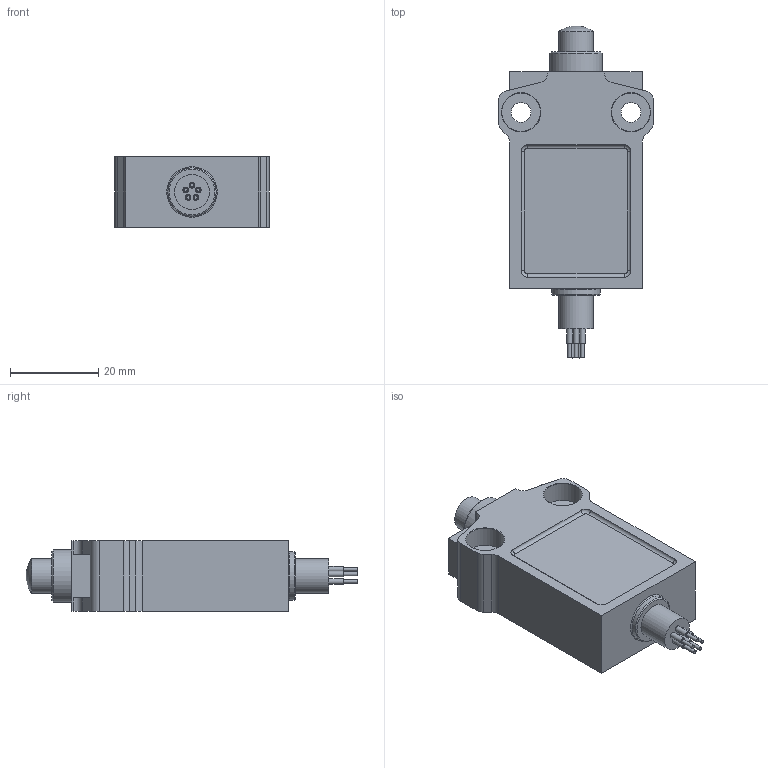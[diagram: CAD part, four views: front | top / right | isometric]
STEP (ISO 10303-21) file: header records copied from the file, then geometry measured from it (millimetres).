
FILE_DESCRIPTION (( 'STEP AP203' ), '1' );
FILE_NAME ('AEM2G11Z11-3_Default.step', '2022-04-01T15:30:59', ( 'Windows User' ), ( '' ), 'SwSTEP 2.0', 'SolidWorks 2021', '' );
FILE_SCHEMA (( 'CONFIG_CONTROL_DESIGN' ));
Length unit declared in the file: inch
Products named in the file (1): AEM2G11Z11-3_Default
Bounding box: 35.05 x 75.18 x 16 mm (x, y, z)
Volume: 22731.9 mm3; surface area: 7034.5 mm2
Topology: 1 solids, 1 shells, 99 faces, 225 edges, 149 vertices
Faces by surface type: plane 43, cylinder 40, torus 10, cone 5, sphere 1
Full cylindrical faces by diameter (mm): 0.787 x5, 1.27 x5, 3.5 x2, 4.496 x2, 7.874 x2, 8.733 x4, 10.922 x1, 11.938 x1
Entity records: 2701 total; most frequent: DIRECTION 492, CARTESIAN_POINT 432, ORIENTED_EDGE 378, AXIS2_PLACEMENT_3D 203, EDGE_CURVE 189, EDGE_LOOP 154, VERTEX_POINT 143, FACE_OUTER_BOUND 123
